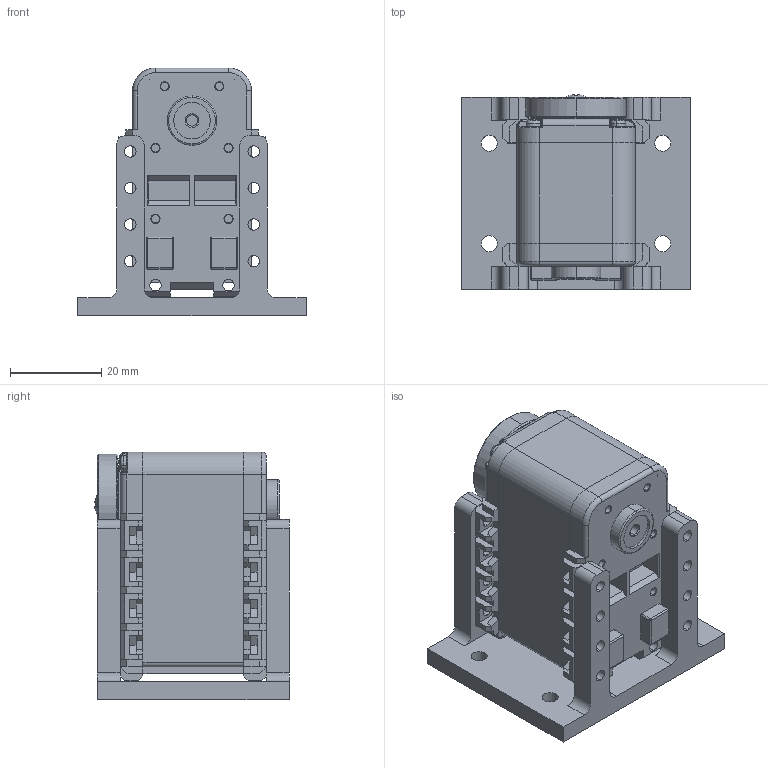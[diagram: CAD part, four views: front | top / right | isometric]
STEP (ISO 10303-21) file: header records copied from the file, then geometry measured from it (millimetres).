
FILE_DESCRIPTION (( 'STEP AP214' ), '1' );
FILE_NAME ('ass_support_couderV3.STEP', '2020-09-17T13:49:40', ( '' ), ( '' ), 'SwSTEP 2.0', 'SolidWorks 2017', '' );
FILE_SCHEMA (( 'AUTOMOTIVE_DESIGN' ));
Length unit declared in the file: millimetre
Products named in the file (9): AX-12A; AX-12A-04; ass_support_couderV3; AX-12A-01; SetScrew; AX-12A-02; pan head cross recess screw_iso_ISO 7045 - M2.5 x 8 - Z --- 8C; AX-12A-03; support_couderV3
Assembly tree (11 placements, depth 3):
  ass_support_couderV3
    support_couderV3
    AX-12A
      AX-12A-01
      AX-12A-02
      AX-12A-03
      AX-12A-04
      SetScrew  x4
      pan head cross recess screw_iso_ISO 7045 - M2.5 x 8 - Z --- 8C
Bounding box: 50 x 42.55 x 54.25 mm (x, y, z)
Volume: 55118.4 mm3; surface area: 26116.5 mm2
Topology: 10 solids, 10 shells, 1060 faces, 2838 edges, 1799 vertices
Faces by surface type: plane 586, cylinder 311, cone 125, torus 18, bspline 10, sphere 10
Entity records: 28979 total; most frequent: CARTESIAN_POINT 6320, ORIENTED_EDGE 4656, DIRECTION 4548, EDGE_CURVE 2328, LINE 1664, VECTOR 1664, VERTEX_POINT 1484, AXIS2_PLACEMENT_3D 1442
